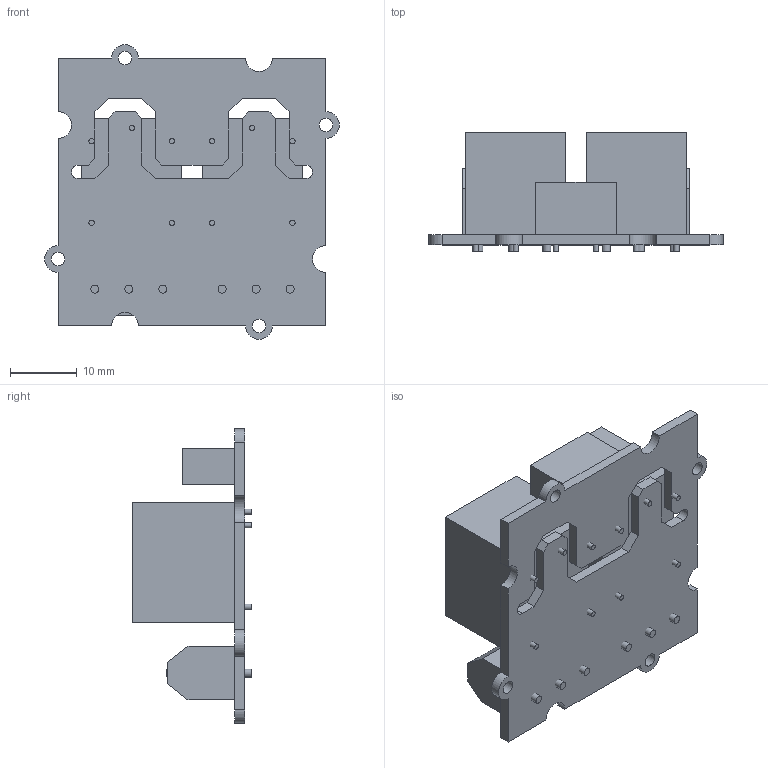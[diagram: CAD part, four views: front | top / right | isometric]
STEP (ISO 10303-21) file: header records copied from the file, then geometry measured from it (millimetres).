
FILE_DESCRIPTION (( 'STEP AP214' ), '1' );
FILE_NAME ('Grove relais double.STEP', '2024-01-16T12:46:14', ( '' ), ( '' ), 'SwSTEP 2.0', 'SolidWorks 2020', '' );
FILE_SCHEMA (( 'AUTOMOTIVE_DESIGN' ));
Length unit declared in the file: millimetre
Products named in the file (9): Clamp508; Relay SRD-05VVDC-SL-C; ClampPlastic; MetalClamp; Plaque de base; Grove relais double; Grove Connecteur BSG; pan head cross recess screw_iso_ISO 7045 - M1.6 x 8 - Z - 8N
Assembly tree (20 placements, depth 3):
  Grove relais double
    Plaque de base
    Relay SRD-05VVDC-SL-C  x2
    Clamp508
      ClampPlastic
      MetalClamp  x3
      pan head cross recess screw_iso_ISO 7045 - M1.6 x 8 - Z - 8N  x3
    Clamp508
      ClampPlastic
      MetalClamp  x3
      pan head cross recess screw_iso_ISO 7045 - M1.6 x 8 - Z - 8N  x3
    Grove Connecteur BSG
Bounding box: 44 x 17.8 x 44 mm (x, y, z)
Volume: 12028.9 mm3; surface area: 11281.1 mm2
Topology: 28 solids, 28 shells, 488 faces, 1132 edges, 722 vertices
Faces by surface type: plane 362, cylinder 54, cone 54, torus 12, sphere 6
Full cylindrical faces by diameter (mm): 0.8 x10, 1.2 x6, 1.6 x6, 1.9 x6, 2 x4, 3.1 x6, 3.2 x6
Entity records: 6295 total; most frequent: CARTESIAN_POINT 1023, DIRECTION 972, ORIENTED_EDGE 912, EDGE_CURVE 456, VECTOR 358, LINE 358, VERTEX_POINT 310, AXIS2_PLACEMENT_3D 307
